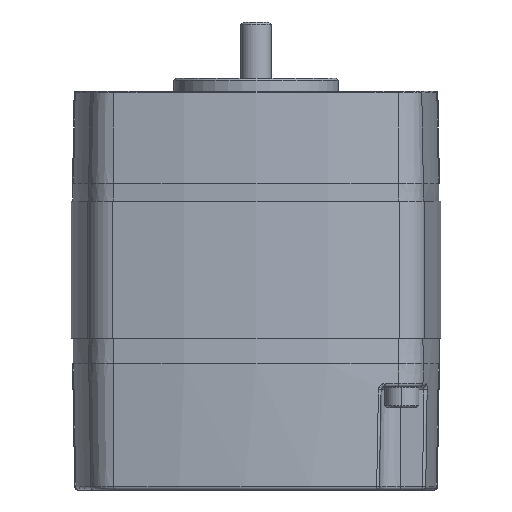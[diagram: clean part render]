
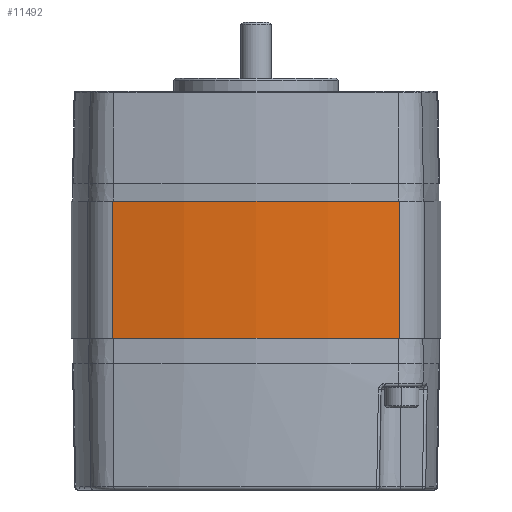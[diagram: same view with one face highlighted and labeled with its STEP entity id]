
A CAD part, front view. The second image highlights one B-rep face of the part: STEP entity #11492.
In plain terms, the highlighted cylindrical face has radius 147.574 mm (diameter 295.148 mm), a partial arc.
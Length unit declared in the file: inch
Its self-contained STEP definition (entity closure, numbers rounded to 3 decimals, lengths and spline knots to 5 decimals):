
#248 = VECTOR ( 'NONE', #10447, 39.37008 ) ;
#381 = EDGE_CURVE ( 'NONE', #11496, #5489, #9018, .T. ) ;
#563 = CARTESIAN_POINT ( 'NONE',  ( 1.30251, -1.53512, -1.25 ) ) ;
#766 = CARTESIAN_POINT ( 'NONE',  ( 0., 4.127, -1.25 ) ) ;
#2059 = DIRECTION ( 'NONE',  ( -1., 0., 0. ) ) ;
#2550 = CARTESIAN_POINT ( 'NONE',  ( 0., 4.127, 0. ) ) ;
#3323 = DIRECTION ( 'NONE',  ( 0., 0., -1. ) ) ;
#3340 = CARTESIAN_POINT ( 'NONE',  ( 0., 4.127, 0. ) ) ;
#3617 = CARTESIAN_POINT ( 'NONE',  ( 1.30251, -1.53512, 0. ) ) ;
#5489 = VERTEX_POINT ( 'NONE', #14540 ) ;
#5657 = DIRECTION ( 'NONE',  ( 0., 0., -1. ) ) ;
#5986 = EDGE_CURVE ( 'NONE', #5489, #14445, #7752, .T. ) ;
#6249 = AXIS2_PLACEMENT_3D ( 'NONE', #766, #9564, #2059 ) ;
#6374 = DIRECTION ( 'NONE',  ( -1., 0., 0. ) ) ;
#7006 = VERTEX_POINT ( 'NONE', #563 ) ;
#7290 = AXIS2_PLACEMENT_3D ( 'NONE', #3340, #13970, #6374 ) ;
#7484 = EDGE_LOOP ( 'NONE', ( #10561, #11959, #9555, #13560 ) ) ;
#7593 = CARTESIAN_POINT ( 'NONE',  ( 1.30251, -1.53512, 0. ) ) ;
#7718 = CYLINDRICAL_SURFACE ( 'NONE', #10557, 5.81 ) ;
#7752 = LINE ( 'NONE', #14786, #248 ) ;
#8878 = LINE ( 'NONE', #3617, #14873 ) ;
#9018 = CIRCLE ( 'NONE', #7290, 5.81 ) ;
#9555 = ORIENTED_EDGE ( 'NONE', *, *, #381, .T. ) ;
#9564 = DIRECTION ( 'NONE',  ( 0., 0., -1. ) ) ;
#10447 = DIRECTION ( 'NONE',  ( 0., 0., -1. ) ) ;
#10557 = AXIS2_PLACEMENT_3D ( 'NONE', #2550, #5657, #12990 ) ;
#10561 = ORIENTED_EDGE ( 'NONE', *, *, #14054, .F. ) ;
#10897 = EDGE_CURVE ( 'NONE', #11496, #7006, #8878, .T. ) ;
#11492 = ADVANCED_FACE ( 'NONE', ( #14455 ), #7718, .T. ) ;
#11496 = VERTEX_POINT ( 'NONE', #7593 ) ;
#11959 = ORIENTED_EDGE ( 'NONE', *, *, #10897, .F. ) ;
#12990 = DIRECTION ( 'NONE',  ( -1., 0., 0. ) ) ;
#13560 = ORIENTED_EDGE ( 'NONE', *, *, #5986, .T. ) ;
#13795 = CIRCLE ( 'NONE', #6249, 5.81 ) ;
#13970 = DIRECTION ( 'NONE',  ( 0., 0., -1. ) ) ;
#14054 = EDGE_CURVE ( 'NONE', #7006, #14445, #13795, .T. ) ;
#14132 = CARTESIAN_POINT ( 'NONE',  ( -1.30251, -1.53512, -1.25 ) ) ;
#14445 = VERTEX_POINT ( 'NONE', #14132 ) ;
#14455 = FACE_OUTER_BOUND ( 'NONE', #7484, .T. ) ;
#14540 = CARTESIAN_POINT ( 'NONE',  ( -1.30251, -1.53512, 0. ) ) ;
#14786 = CARTESIAN_POINT ( 'NONE',  ( -1.30251, -1.53512, 0. ) ) ;
#14873 = VECTOR ( 'NONE', #3323, 39.37008 ) ;
